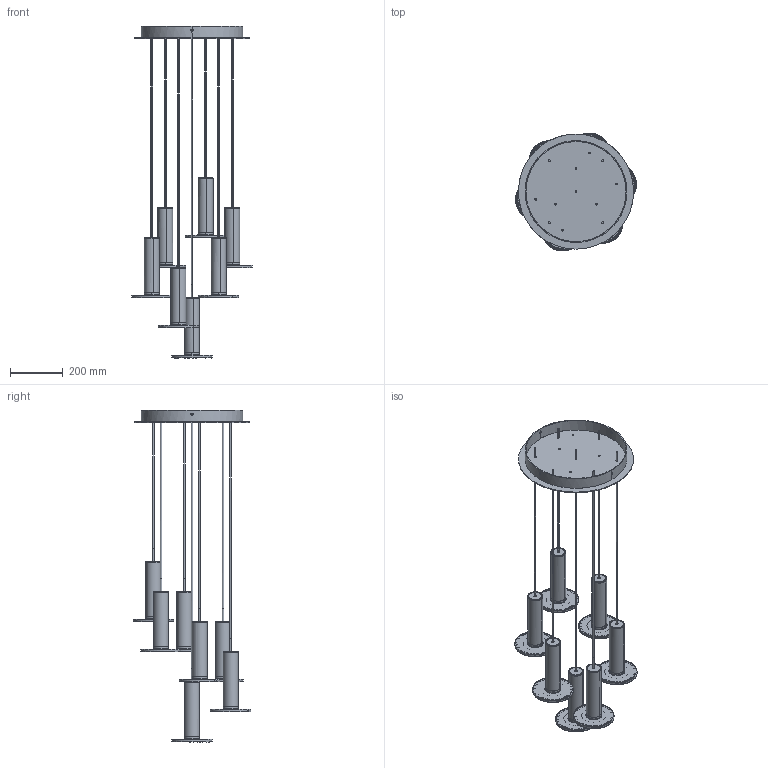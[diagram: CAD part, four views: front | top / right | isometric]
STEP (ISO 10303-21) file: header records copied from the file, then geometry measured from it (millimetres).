
FILE_DESCRIPTION(/* description */ (''),/* implementation_level */ '2;1');
FILE_NAME(/* name */ 'Cielo',/* time_stamp */ '2018-01-10T17:23:58-08:00',/* author */ (''),/* organization */ (''),/* preprocessor_version */ 'ST-DEVELOPER v15',/* originating_system */ '',/* authorisation */ '');
FILE_SCHEMA (('CONFIG_CONTROL_DESIGN'));
Length unit declared in the file: inch
Products named in the file (1): Document
Bounding box: 460.62 x 448.53 x 1264.16 mm (x, y, z)
Volume: 817012.5 mm3; surface area: 1402685.9 mm2
Topology: 16 solids, 93 shells, 777 faces, 4228 edges, 3521 vertices
Faces by surface type: bspline 584, plane 193
Entity records: 64206 total; most frequent: CARTESIAN_POINT 44529, ORIENTED_EDGE 5467, EDGE_CURVE 4228, VERTEX_POINT 3521, B_SPLINE_CURVE_WITH_KNOTS 2648, EDGE_LOOP 1059, ADVANCED_FACE 777, FACE_OUTER_BOUND 777
